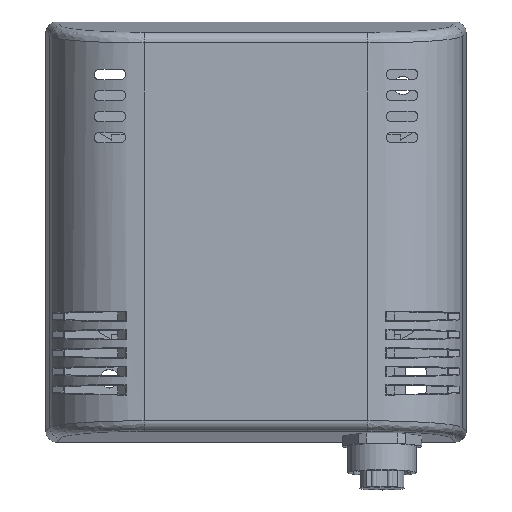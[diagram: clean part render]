
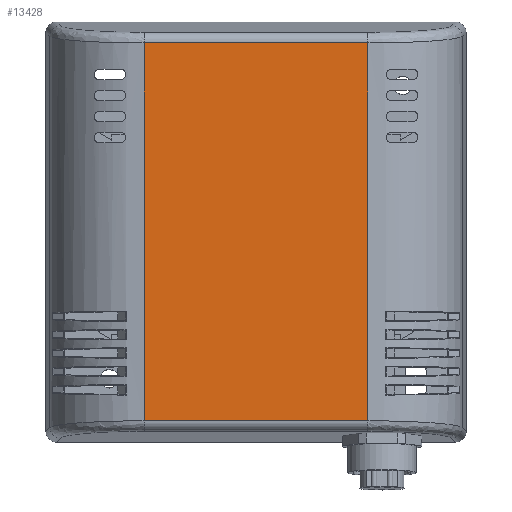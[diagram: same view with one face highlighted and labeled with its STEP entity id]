
A CAD part, top view. The second image highlights one B-rep face of the part: STEP entity #13428.
In plain terms, the highlighted face is planar.
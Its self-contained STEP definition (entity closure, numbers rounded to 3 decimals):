
#2155=FACE_OUTER_BOUND('',#2953,.T.);
#2953=EDGE_LOOP('',(#12320,#12321,#12322,#12323));
#3871=LINE('',#22297,#5018);
#3924=LINE('',#23016,#5071);
#4104=LINE('',#24083,#5251);
#4106=LINE('',#24123,#5253);
#5018=VECTOR('',#16894,10.);
#5071=VECTOR('',#17045,10.);
#5251=VECTOR('',#17531,10.);
#5253=VECTOR('',#17539,10.);
#6529=VERTEX_POINT('',#22293);
#6531=VERTEX_POINT('',#22296);
#6617=VERTEX_POINT('',#23011);
#6618=VERTEX_POINT('',#23014);
#8239=EDGE_CURVE('',#6529,#6531,#3871,.T.);
#8360=EDGE_CURVE('',#6618,#6617,#3924,.T.);
#8626=EDGE_CURVE('',#6617,#6529,#4104,.T.);
#8629=EDGE_CURVE('',#6531,#6618,#4106,.T.);
#12320=ORIENTED_EDGE('',*,*,#8626,.F.);
#12321=ORIENTED_EDGE('',*,*,#8360,.F.);
#12322=ORIENTED_EDGE('',*,*,#8629,.F.);
#12323=ORIENTED_EDGE('',*,*,#8239,.F.);
#12740=PLANE('',#14441);
#13428=ADVANCED_FACE('',(#2155),#12740,.T.);
#14441=AXIS2_PLACEMENT_3D('',#24122,#17537,#17538);
#16894=DIRECTION('',(0.,0.,-1.));
#17045=DIRECTION('',(0.,0.,1.));
#17531=DIRECTION('',(-1.,0.,0.));
#17537=DIRECTION('center_axis',(0.,1.,0.));
#17538=DIRECTION('ref_axis',(0.,0.,1.));
#17539=DIRECTION('',(1.,0.,0.));
#22293=CARTESIAN_POINT('',(18.681,25.,75.98));
#22296=CARTESIAN_POINT('',(18.681,25.,4.02));
#22297=CARTESIAN_POINT('',(18.681,25.,0.));
#23011=CARTESIAN_POINT('',(61.319,25.,75.98));
#23014=CARTESIAN_POINT('',(61.319,25.,4.02));
#23016=CARTESIAN_POINT('',(61.319,25.,0.));
#24083=CARTESIAN_POINT('',(20.,25.,75.98));
#24122=CARTESIAN_POINT('Origin',(0.,25.,0.));
#24123=CARTESIAN_POINT('',(20.,25.,4.02));
